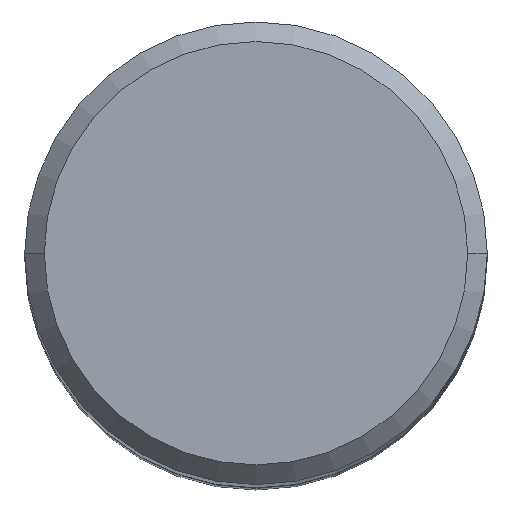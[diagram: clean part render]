
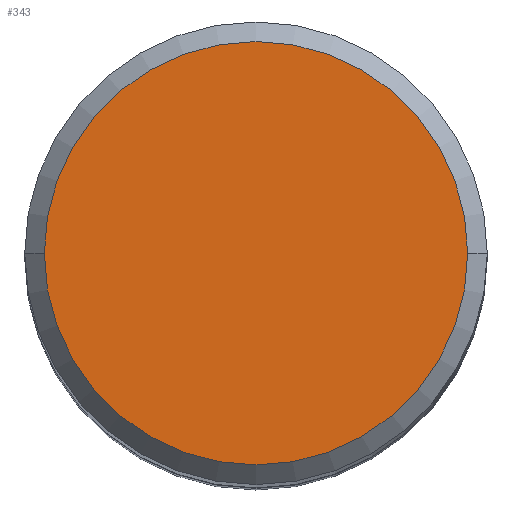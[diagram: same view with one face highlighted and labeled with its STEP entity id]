
A CAD part, top view. The second image highlights one B-rep face of the part: STEP entity #343.
In plain terms, the highlighted planar face has unit normal (0, 0, 1).
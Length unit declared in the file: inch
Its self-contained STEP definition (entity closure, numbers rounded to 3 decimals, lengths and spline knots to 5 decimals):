
#18 = EDGE_CURVE ( 'NONE', #84, #348, #438, .T. ) ;
#29 = CARTESIAN_POINT ( 'NONE',  ( 0., 0., 0. ) ) ;
#69 = CARTESIAN_POINT ( 'NONE',  ( -0.2162, 0., 0. ) ) ;
#84 = VERTEX_POINT ( 'NONE', #310 ) ;
#90 = ORIENTED_EDGE ( 'NONE', *, *, #18, .T. ) ;
#105 = DIRECTION ( 'NONE',  ( 0., 0., 1. ) ) ;
#111 = ORIENTED_EDGE ( 'NONE', *, *, #245, .T. ) ;
#158 = DIRECTION ( 'NONE',  ( -1., 0., 0. ) ) ;
#210 = DIRECTION ( 'NONE',  ( 1., 0., 0. ) ) ;
#232 = DIRECTION ( 'NONE',  ( 1., 0., 0. ) ) ;
#245 = EDGE_CURVE ( 'NONE', #348, #84, #404, .T. ) ;
#255 = AXIS2_PLACEMENT_3D ( 'NONE', #494, #550, #158 ) ;
#310 = CARTESIAN_POINT ( 'NONE',  ( 0.2162, 0., 0. ) ) ;
#315 = AXIS2_PLACEMENT_3D ( 'NONE', #29, #105, #232 ) ;
#343 = ADVANCED_FACE ( 'NONE', ( #544 ), #448, .F. ) ;
#348 = VERTEX_POINT ( 'NONE', #69 ) ;
#390 = EDGE_LOOP ( 'NONE', ( #111, #90 ) ) ;
#404 = CIRCLE ( 'NONE', #315, 0.2162 ) ;
#438 = CIRCLE ( 'NONE', #453, 0.2162 ) ;
#448 = PLANE ( 'NONE',  #255 ) ;
#453 = AXIS2_PLACEMENT_3D ( 'NONE', #516, #559, #210 ) ;
#494 = CARTESIAN_POINT ( 'NONE',  ( 0., 0.2162, 0. ) ) ;
#516 = CARTESIAN_POINT ( 'NONE',  ( 0., 0., 0. ) ) ;
#544 = FACE_OUTER_BOUND ( 'NONE', #390, .T. ) ;
#550 = DIRECTION ( 'NONE',  ( 0., 0., -1. ) ) ;
#559 = DIRECTION ( 'NONE',  ( 0., 0., 1. ) ) ;
